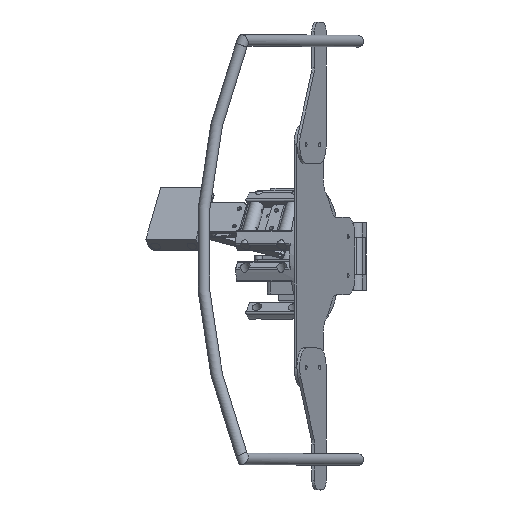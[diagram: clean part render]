
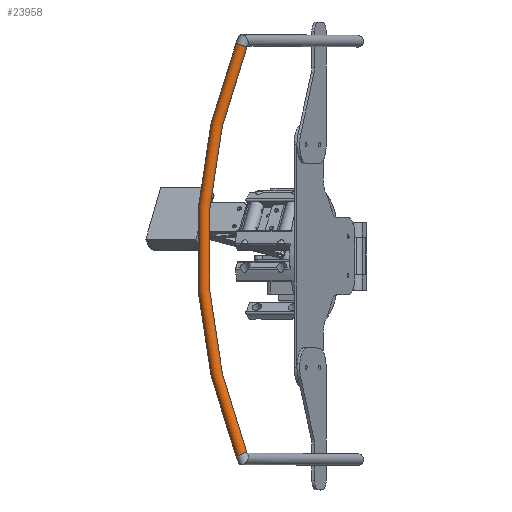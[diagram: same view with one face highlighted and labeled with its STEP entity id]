
A CAD part, top view. The second image highlights one B-rep face of the part: STEP entity #23958.
In plain terms, the highlighted toroidal (fillet/blend) face has major radius 574.79 mm and minor radius 6 mm.
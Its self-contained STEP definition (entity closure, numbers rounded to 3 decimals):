
#992=TOROIDAL_SURFACE('',#25541,574.79,6.);
#1077=B_SPLINE_CURVE_WITH_KNOTS('',3,(#34738,#34739,#34740,#34741,#34742,
#34743,#34744,#34745,#34746,#34747),.UNSPECIFIED.,.F.,.F.,(4,2,2,2,4),(-0.8,
-0.705,-0.576,-0.446,-0.354),
 .UNSPECIFIED.);
#1078=B_SPLINE_CURVE_WITH_KNOTS('',3,(#34763,#34764,#34765,#34766,#34767,
#34768,#34769,#34770),.UNSPECIFIED.,.F.,.F.,(4,2,2,4),(0.603,
0.806,1.,1.092),.UNSPECIFIED.);
#2140=FACE_OUTER_BOUND('',#3534,.T.);
#3534=EDGE_LOOP('',(#16365,#16366,#16367,#16368,#16369,#16370,#16371,#16372));
#9538=CIRCLE('',#25531,6.);
#9539=CIRCLE('',#25532,6.);
#9540=CIRCLE('',#25536,6.);
#9541=CIRCLE('',#25537,6.);
#9542=CIRCLE('',#25542,568.79);
#10460=VERTEX_POINT('',#34724);
#10464=VERTEX_POINT('',#34731);
#10465=VERTEX_POINT('',#34733);
#10466=VERTEX_POINT('',#34749);
#10468=VERTEX_POINT('',#34752);
#10469=VERTEX_POINT('',#34754);
#12744=EDGE_CURVE('',#10464,#10465,#9538,.T.);
#12745=EDGE_CURVE('',#10465,#10460,#9539,.T.);
#12747=EDGE_CURVE('',#10464,#10460,#1077,.T.);
#12749=EDGE_CURVE('',#10468,#10466,#9540,.T.);
#12750=EDGE_CURVE('',#10469,#10468,#9541,.T.);
#12754=EDGE_CURVE('',#10465,#10468,#9542,.T.);
#12755=EDGE_CURVE('',#10469,#10466,#1078,.T.);
#16365=ORIENTED_EDGE('',*,*,#12744,.F.);
#16366=ORIENTED_EDGE('',*,*,#12747,.T.);
#16367=ORIENTED_EDGE('',*,*,#12745,.F.);
#16368=ORIENTED_EDGE('',*,*,#12754,.T.);
#16369=ORIENTED_EDGE('',*,*,#12749,.T.);
#16370=ORIENTED_EDGE('',*,*,#12755,.F.);
#16371=ORIENTED_EDGE('',*,*,#12750,.T.);
#16372=ORIENTED_EDGE('',*,*,#12754,.F.);
#23958=ADVANCED_FACE('',(#2140),#992,.T.);
#25531=AXIS2_PLACEMENT_3D('',#34734,#27893,#27894);
#25532=AXIS2_PLACEMENT_3D('',#34735,#27895,#27896);
#25536=AXIS2_PLACEMENT_3D('',#34753,#27904,#27905);
#25537=AXIS2_PLACEMENT_3D('',#34755,#27906,#27907);
#25541=AXIS2_PLACEMENT_3D('',#34761,#27914,#27915);
#25542=AXIS2_PLACEMENT_3D('',#34762,#27916,#27917);
#27893=DIRECTION('center_axis',(0.367,0.93,0.022));
#27894=DIRECTION('ref_axis',(0.713,-0.297,0.635));
#27895=DIRECTION('center_axis',(0.367,0.93,0.022));
#27896=DIRECTION('ref_axis',(0.713,-0.297,0.635));
#27904=DIRECTION('center_axis',(-0.367,0.93,-0.022));
#27905=DIRECTION('ref_axis',(0.713,0.297,0.635));
#27906=DIRECTION('center_axis',(-0.367,0.93,-0.022));
#27907=DIRECTION('ref_axis',(0.713,0.297,0.635));
#27914=DIRECTION('center_axis',(0.061,0.,
-0.998));
#27915=DIRECTION('ref_axis',(-0.367,0.93,-0.022));
#27916=DIRECTION('center_axis',(-0.061,0.,
0.998));
#27917=DIRECTION('ref_axis',(-0.367,0.93,-0.022));
#34724=CARTESIAN_POINT('',(-116.287,210.,599.495));
#34731=CARTESIAN_POINT('',(-120.024,211.507,598.135));
#34733=CARTESIAN_POINT('',(-114.299,209.096,604.471));
#34734=CARTESIAN_POINT('Origin',(-119.869,211.301,604.13));
#34735=CARTESIAN_POINT('Origin',(-119.869,211.301,604.13));
#34738=CARTESIAN_POINT('Ctrl Pts',(-120.024,211.507,598.135));
#34739=CARTESIAN_POINT('Ctrl Pts',(-119.783,211.311,598.122));
#34740=CARTESIAN_POINT('Ctrl Pts',(-119.53,211.127,598.131));
#34741=CARTESIAN_POINT('Ctrl Pts',(-118.906,210.73,598.212));
#34742=CARTESIAN_POINT('Ctrl Pts',(-118.533,210.537,598.304));
#34743=CARTESIAN_POINT('Ctrl Pts',(-117.779,210.234,598.58));
#34744=CARTESIAN_POINT('Ctrl Pts',(-117.406,210.128,598.761));
#34745=CARTESIAN_POINT('Ctrl Pts',(-116.781,210.021,599.135));
#34746=CARTESIAN_POINT('Ctrl Pts',(-116.529,210.,599.309));
#34747=CARTESIAN_POINT('Ctrl Pts',(-116.287,210.,599.495));
#34749=CARTESIAN_POINT('',(-116.287,-210.,599.495));
#34752=CARTESIAN_POINT('',(-114.299,-209.096,604.471));
#34753=CARTESIAN_POINT('Origin',(-119.869,-211.301,604.13));
#34754=CARTESIAN_POINT('',(-120.024,-211.507,598.135));
#34755=CARTESIAN_POINT('Origin',(-119.869,-211.301,604.13));
#34761=CARTESIAN_POINT('Origin',(413.672,0.,636.827));
#34762=CARTESIAN_POINT('Origin',(413.672,0.,636.827));
#34763=CARTESIAN_POINT('Ctrl Pts',(-120.024,-211.507,
598.135));
#34764=CARTESIAN_POINT('Ctrl Pts',(-119.546,-211.118,
598.11));
#34765=CARTESIAN_POINT('Ctrl Pts',(-119.031,-210.786,
598.171));
#34766=CARTESIAN_POINT('Ctrl Pts',(-117.978,-210.29,
598.483));
#34767=CARTESIAN_POINT('Ctrl Pts',(-117.465,-210.131,598.718));
#34768=CARTESIAN_POINT('Ctrl Pts',(-116.733,-210.017,
599.168));
#34769=CARTESIAN_POINT('Ctrl Pts',(-116.506,-210.,599.326));
#34770=CARTESIAN_POINT('Ctrl Pts',(-116.287,-210.,599.495));
